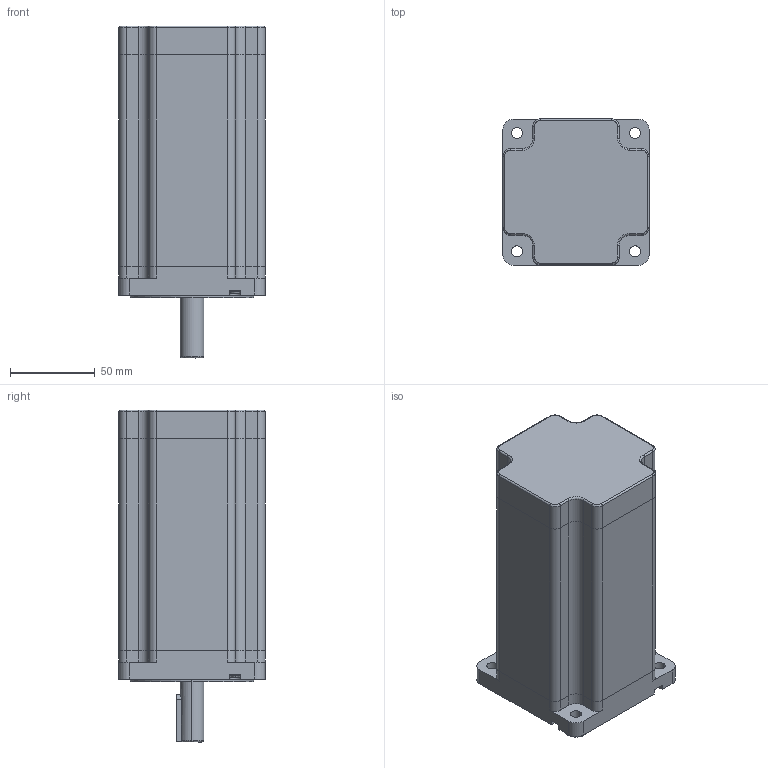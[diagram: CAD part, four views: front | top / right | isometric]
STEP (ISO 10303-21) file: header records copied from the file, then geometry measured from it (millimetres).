
FILE_DESCRIPTION (( 'STEP AP214' ), '1' );
FILE_NAME ('86HS15660A4F4.STEP', '2023-06-05T01:47:06', ( 'Windows 蚚誧' ), ( 'Organization' ), 'SwSTEP 2.0', 'SolidWorks 2021', '' );
FILE_SCHEMA (( 'AUTOMOTIVE_DESIGN' ));
Length unit declared in the file: millimetre
Products named in the file (1): 86HS15660A4F4
Bounding box: 86 x 86 x 195.5 mm (x, y, z)
Volume: 996838.9 mm3; surface area: 93980.2 mm2
Topology: 4 solids, 4 shells, 241 faces, 644 edges, 418 vertices
Faces by surface type: plane 137, cylinder 81, bspline 23
Entity records: 8193 total; most frequent: CARTESIAN_POINT 1959, ORIENTED_EDGE 1288, DIRECTION 1164, EDGE_CURVE 644, VERTEX_POINT 418, AXIS2_PLACEMENT_3D 391, VECTOR 382, LINE 382
